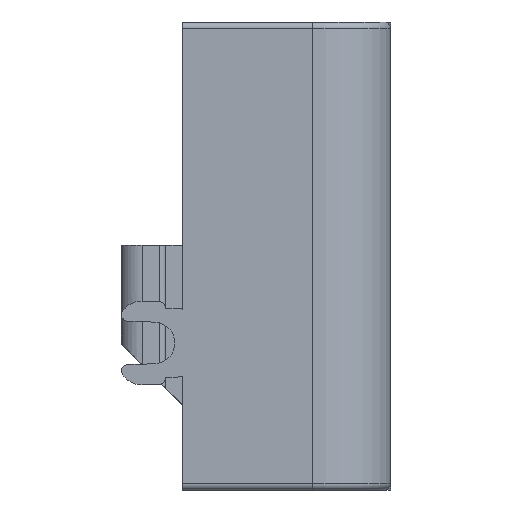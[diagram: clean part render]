
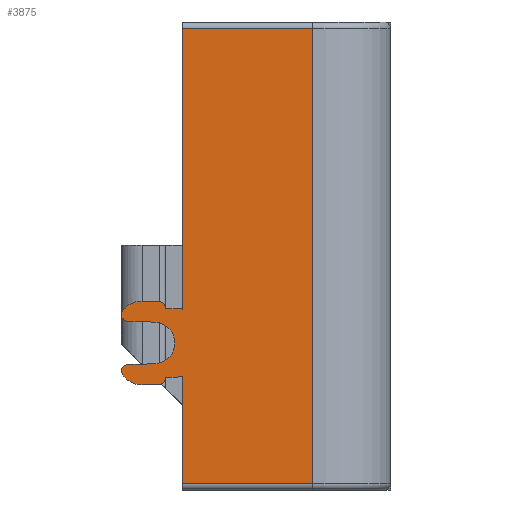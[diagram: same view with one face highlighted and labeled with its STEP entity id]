
A CAD part, left-side view. The second image highlights one B-rep face of the part: STEP entity #3875.
In plain terms, the highlighted planar face has unit normal (-1, 0, 0).
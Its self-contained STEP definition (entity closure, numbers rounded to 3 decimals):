
#144=PLANE('',#4198);
#307=CIRCLE('',#4178,0.5);
#309=CIRCLE('',#4182,1.6);
#311=CIRCLE('',#4185,4.);
#313=CIRCLE('',#4188,1.75);
#315=CIRCLE('',#4191,0.5);
#317=CIRCLE('',#4196,0.5);
#319=CIRCLE('',#4199,1.75);
#320=CIRCLE('',#4200,4.);
#321=CIRCLE('',#4201,0.5);
#568=FACE_OUTER_BOUND('',#805,.T.);
#805=EDGE_LOOP('',(#2717,#2718,#2719,#2720,#2721,#2722,#2723,#2724,#2725,
#2726,#2727,#2728,#2729,#2730,#2731,#2732,#2733,#2734,#2735,#2736,#2737,
#2738));
#1158=LINE('',#8557,#1426);
#1166=LINE('',#8589,#1434);
#1168=LINE('',#8593,#1436);
#1172=LINE('',#8606,#1440);
#1173=LINE('',#8608,#1441);
#1174=LINE('',#8610,#1442);
#1175=LINE('',#8612,#1443);
#1176=LINE('',#8614,#1444);
#1177=LINE('',#8616,#1445);
#1178=LINE('',#8617,#1446);
#1179=LINE('',#8623,#1447);
#1180=LINE('',#8627,#1448);
#1181=LINE('',#8628,#1449);
#1426=VECTOR('',#4652,10.);
#1434=VECTOR('',#4686,10.);
#1436=VECTOR('',#4690,10.);
#1440=VECTOR('',#4702,10.);
#1441=VECTOR('',#4703,10.);
#1442=VECTOR('',#4704,10.);
#1443=VECTOR('',#4705,10.);
#1444=VECTOR('',#4706,10.);
#1445=VECTOR('',#4707,10.);
#1446=VECTOR('',#4708,10.);
#1447=VECTOR('',#4713,10.);
#1448=VECTOR('',#4716,10.);
#1449=VECTOR('',#4717,10.);
#1701=VERTEX_POINT('',#8547);
#1702=VERTEX_POINT('',#8548);
#1705=VERTEX_POINT('',#8556);
#1707=VERTEX_POINT('',#8562);
#1709=VERTEX_POINT('',#8568);
#1710=VERTEX_POINT('',#8569);
#1713=VERTEX_POINT('',#8577);
#1715=VERTEX_POINT('',#8583);
#1717=VERTEX_POINT('',#8592);
#1719=VERTEX_POINT('',#8598);
#1721=VERTEX_POINT('',#8604);
#1722=VERTEX_POINT('',#8605);
#1723=VERTEX_POINT('',#8607);
#1724=VERTEX_POINT('',#8609);
#1725=VERTEX_POINT('',#8611);
#1726=VERTEX_POINT('',#8613);
#1727=VERTEX_POINT('',#8615);
#1728=VERTEX_POINT('',#8618);
#1729=VERTEX_POINT('',#8620);
#1730=VERTEX_POINT('',#8622);
#1731=VERTEX_POINT('',#8624);
#1732=VERTEX_POINT('',#8626);
#2083=EDGE_CURVE('',#1701,#1702,#307,.T.);
#2087=EDGE_CURVE('',#1705,#1701,#1158,.T.);
#2090=EDGE_CURVE('',#1707,#1705,#309,.T.);
#2093=EDGE_CURVE('',#1709,#1710,#311,.T.);
#2097=EDGE_CURVE('',#1710,#1713,#313,.T.);
#2100=EDGE_CURVE('',#1713,#1715,#315,.T.);
#2103=EDGE_CURVE('',#1715,#1707,#1166,.T.);
#2105=EDGE_CURVE('',#1717,#1709,#1168,.T.);
#2108=EDGE_CURVE('',#1719,#1717,#317,.T.);
#2111=EDGE_CURVE('',#1721,#1722,#1172,.T.);
#2112=EDGE_CURVE('',#1723,#1721,#1173,.T.);
#2113=EDGE_CURVE('',#1724,#1723,#1174,.T.);
#2114=EDGE_CURVE('',#1725,#1724,#1175,.T.);
#2115=EDGE_CURVE('',#1726,#1725,#1176,.T.);
#2116=EDGE_CURVE('',#1726,#1727,#1177,.T.);
#2117=EDGE_CURVE('',#1727,#1719,#1178,.T.);
#2118=EDGE_CURVE('',#1702,#1728,#319,.T.);
#2119=EDGE_CURVE('',#1728,#1729,#320,.T.);
#2120=EDGE_CURVE('',#1729,#1730,#1179,.T.);
#2121=EDGE_CURVE('',#1730,#1731,#321,.T.);
#2122=EDGE_CURVE('',#1731,#1732,#1180,.T.);
#2123=EDGE_CURVE('',#1732,#1722,#1181,.T.);
#2717=ORIENTED_EDGE('',*,*,#2111,.F.);
#2718=ORIENTED_EDGE('',*,*,#2112,.F.);
#2719=ORIENTED_EDGE('',*,*,#2113,.F.);
#2720=ORIENTED_EDGE('',*,*,#2114,.F.);
#2721=ORIENTED_EDGE('',*,*,#2115,.F.);
#2722=ORIENTED_EDGE('',*,*,#2116,.T.);
#2723=ORIENTED_EDGE('',*,*,#2117,.T.);
#2724=ORIENTED_EDGE('',*,*,#2108,.T.);
#2725=ORIENTED_EDGE('',*,*,#2105,.T.);
#2726=ORIENTED_EDGE('',*,*,#2093,.T.);
#2727=ORIENTED_EDGE('',*,*,#2097,.T.);
#2728=ORIENTED_EDGE('',*,*,#2100,.T.);
#2729=ORIENTED_EDGE('',*,*,#2103,.T.);
#2730=ORIENTED_EDGE('',*,*,#2090,.T.);
#2731=ORIENTED_EDGE('',*,*,#2087,.T.);
#2732=ORIENTED_EDGE('',*,*,#2083,.T.);
#2733=ORIENTED_EDGE('',*,*,#2118,.T.);
#2734=ORIENTED_EDGE('',*,*,#2119,.T.);
#2735=ORIENTED_EDGE('',*,*,#2120,.T.);
#2736=ORIENTED_EDGE('',*,*,#2121,.T.);
#2737=ORIENTED_EDGE('',*,*,#2122,.T.);
#2738=ORIENTED_EDGE('',*,*,#2123,.T.);
#3875=ADVANCED_FACE('',(#568),#144,.F.);
#4178=AXIS2_PLACEMENT_3D('',#8549,#4644,#4645);
#4182=AXIS2_PLACEMENT_3D('',#8563,#4657,#4658);
#4185=AXIS2_PLACEMENT_3D('',#8570,#4664,#4665);
#4188=AXIS2_PLACEMENT_3D('',#8578,#4672,#4673);
#4191=AXIS2_PLACEMENT_3D('',#8584,#4679,#4680);
#4196=AXIS2_PLACEMENT_3D('',#8599,#4695,#4696);
#4198=AXIS2_PLACEMENT_3D('',#8603,#4700,#4701);
#4199=AXIS2_PLACEMENT_3D('',#8619,#4709,#4710);
#4200=AXIS2_PLACEMENT_3D('',#8621,#4711,#4712);
#4201=AXIS2_PLACEMENT_3D('',#8625,#4714,#4715);
#4644=DIRECTION('center_axis',(-1.,0.,0.));
#4645=DIRECTION('ref_axis',(0.,0.892,0.452));
#4652=DIRECTION('',(0.,0.999,-0.035));
#4657=DIRECTION('center_axis',(1.,0.,0.));
#4658=DIRECTION('ref_axis',(0.,-0.035,-0.999));
#4664=DIRECTION('center_axis',(-1.,0.,0.));
#4665=DIRECTION('ref_axis',(0.,0.404,0.915));
#4672=DIRECTION('center_axis',(-1.,0.,0.));
#4673=DIRECTION('ref_axis',(0.,-0.034,0.999));
#4679=DIRECTION('center_axis',(-1.,0.,0.));
#4680=DIRECTION('ref_axis',(0.,0.892,-0.452));
#4686=DIRECTION('',(0.,-0.999,-0.035));
#4690=DIRECTION('',(0.,0.999,0.035));
#4695=DIRECTION('center_axis',(-1.,0.,0.));
#4696=DIRECTION('ref_axis',(0.,-0.719,0.695));
#4700=DIRECTION('center_axis',(1.,0.,0.));
#4701=DIRECTION('ref_axis',(0.,0.,-1.));
#4702=DIRECTION('',(0.,0.,1.));
#4703=DIRECTION('',(0.,1.,0.));
#4704=DIRECTION('',(0.,0.,-1.));
#4705=DIRECTION('',(0.,-1.,0.));
#4706=DIRECTION('',(0.,0.,1.));
#4707=DIRECTION('',(0.,0.999,0.035));
#4708=DIRECTION('',(0.,0.,1.));
#4709=DIRECTION('center_axis',(-1.,0.,0.));
#4710=DIRECTION('ref_axis',(0.,-0.034,-0.999));
#4711=DIRECTION('center_axis',(-1.,0.,0.));
#4712=DIRECTION('ref_axis',(0.,0.404,-0.915));
#4713=DIRECTION('',(0.,-0.999,0.035));
#4714=DIRECTION('center_axis',(-1.,0.,0.));
#4715=DIRECTION('ref_axis',(0.,-0.719,-0.695));
#4716=DIRECTION('',(0.,0.,1.));
#4717=DIRECTION('',(0.,-0.999,0.035));
#8547=CARTESIAN_POINT('',(116.,14.212,16.591));
#8548=CARTESIAN_POINT('',(116.,14.608,15.81));
#8549=CARTESIAN_POINT('Origin',(116.,14.195,16.092));
#8556=CARTESIAN_POINT('',(116.,12.136,16.664));
#8557=CARTESIAN_POINT('',(116.,7.683,16.819));
#8562=CARTESIAN_POINT('',(116.,12.136,19.862));
#8563=CARTESIAN_POINT('Origin',(116.,12.192,18.263));
#8568=CARTESIAN_POINT('',(116.,13.099,21.479));
#8569=CARTESIAN_POINT('',(116.,13.102,21.479));
#8570=CARTESIAN_POINT('Origin',(116.,13.238,17.482));
#8577=CARTESIAN_POINT('',(116.,14.608,20.716));
#8578=CARTESIAN_POINT('Origin',(116.,13.161,19.731));
#8583=CARTESIAN_POINT('',(116.,14.212,19.934));
#8584=CARTESIAN_POINT('Origin',(116.,14.195,20.434));
#8589=CARTESIAN_POINT('',(116.,8.466,19.734));
#8592=CARTESIAN_POINT('',(116.,11.783,21.433));
#8593=CARTESIAN_POINT('',(116.,8.411,21.316));
#8598=CARTESIAN_POINT('',(116.,11.3,20.934));
#8599=CARTESIAN_POINT('Origin',(116.,11.8,20.934));
#8603=CARTESIAN_POINT('Origin',(116.,10.,6.95));
#8604=CARTESIAN_POINT('',(116.,10.,7.45));
#8605=CARTESIAN_POINT('',(116.,10.,15.655));
#8606=CARTESIAN_POINT('',(116.,10.,15.95));
#8607=CARTESIAN_POINT('',(116.,0.,7.45));
#8608=CARTESIAN_POINT('',(116.,5.,7.45));
#8609=CARTESIAN_POINT('',(116.,0.,42.45));
#8610=CARTESIAN_POINT('',(116.,0.,6.95));
#8611=CARTESIAN_POINT('',(116.,10.,42.45));
#8612=CARTESIAN_POINT('',(116.,5.,42.45));
#8613=CARTESIAN_POINT('',(116.,10.,20.871));
#8614=CARTESIAN_POINT('',(116.,10.,15.95));
#8615=CARTESIAN_POINT('',(116.,11.3,20.916));
#8616=CARTESIAN_POINT('',(116.,8.428,20.816));
#8617=CARTESIAN_POINT('',(116.,11.3,21.606));
#8618=CARTESIAN_POINT('',(116.,13.102,15.046));
#8619=CARTESIAN_POINT('Origin',(116.,13.161,16.795));
#8620=CARTESIAN_POINT('',(116.,13.099,15.046));
#8621=CARTESIAN_POINT('Origin',(116.,13.238,19.044));
#8622=CARTESIAN_POINT('',(116.,11.783,15.092));
#8623=CARTESIAN_POINT('',(116.,7.628,15.238));
#8624=CARTESIAN_POINT('',(116.,11.3,15.592));
#8625=CARTESIAN_POINT('Origin',(116.,11.8,15.592));
#8626=CARTESIAN_POINT('',(116.,11.3,15.61));
#8627=CARTESIAN_POINT('',(116.,11.3,21.606));
#8628=CARTESIAN_POINT('',(116.,7.645,15.737));
